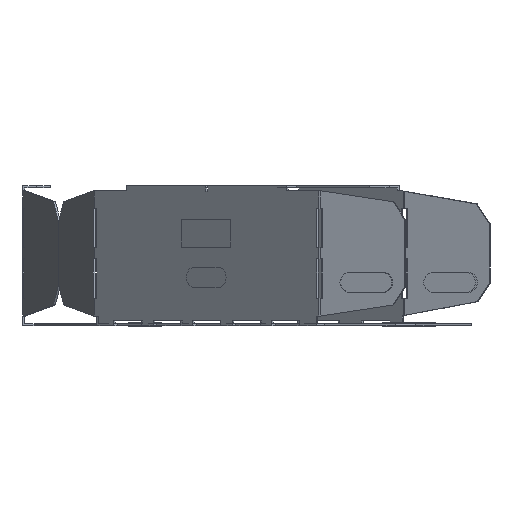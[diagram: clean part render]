
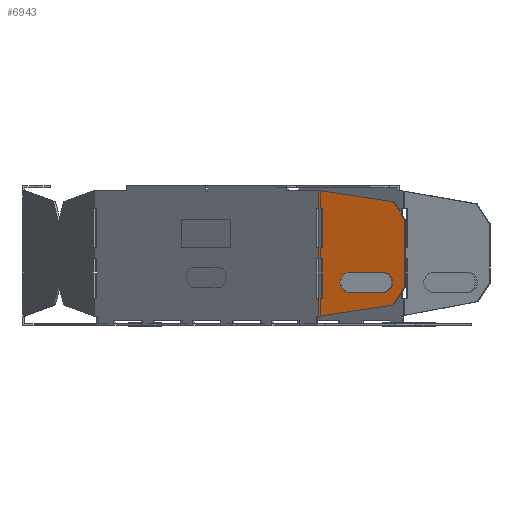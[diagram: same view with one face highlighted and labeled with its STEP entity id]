
A CAD part, left-side view. The second image highlights one B-rep face of the part: STEP entity #6943.
In plain terms, the highlighted planar face has unit normal (-0.924, 0.383, 0).
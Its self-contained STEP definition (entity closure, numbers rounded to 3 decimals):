
#173=FACE_OUTER_BOUND('',#460,.T.);
#460=EDGE_LOOP('',(#5714,#5715,#5716,#5717,#5718,#5719,#5720,#5721,#5722,
#5723,#5724,#5725,#5726,#5727,#5728,#5729));
#1396=LINE('',#10679,#2419);
#1400=LINE('',#10687,#2423);
#1431=LINE('',#10743,#2454);
#1435=LINE('',#10752,#2458);
#1457=LINE('',#10793,#2480);
#1458=LINE('',#10795,#2481);
#1459=LINE('',#10797,#2482);
#1460=LINE('',#10798,#2483);
#1461=LINE('',#10800,#2484);
#1462=LINE('',#10802,#2485);
#1463=LINE('',#10803,#2486);
#1464=LINE('',#10805,#2487);
#1465=LINE('',#10807,#2488);
#1466=LINE('',#10808,#2489);
#1467=LINE('',#10809,#2490);
#1468=LINE('',#10810,#2491);
#2419=VECTOR('',#8547,1.);
#2423=VECTOR('',#8551,1.);
#2454=VECTOR('',#8582,1.);
#2458=VECTOR('',#8588,1.);
#2480=VECTOR('',#8624,1.);
#2481=VECTOR('',#8625,1.);
#2482=VECTOR('',#8626,1.);
#2483=VECTOR('',#8627,1.);
#2484=VECTOR('',#8628,1.);
#2485=VECTOR('',#8629,1.);
#2486=VECTOR('',#8630,1.);
#2487=VECTOR('',#8631,1.);
#2488=VECTOR('',#8632,1.);
#2489=VECTOR('',#8633,1.);
#2490=VECTOR('',#8634,1.);
#2491=VECTOR('',#8635,1.);
#3318=VERTEX_POINT('',#10676);
#3319=VERTEX_POINT('',#10678);
#3322=VERTEX_POINT('',#10684);
#3323=VERTEX_POINT('',#10686);
#3347=VERTEX_POINT('',#10740);
#3348=VERTEX_POINT('',#10742);
#3351=VERTEX_POINT('',#10749);
#3352=VERTEX_POINT('',#10751);
#3363=VERTEX_POINT('',#10791);
#3364=VERTEX_POINT('',#10792);
#3365=VERTEX_POINT('',#10794);
#3366=VERTEX_POINT('',#10796);
#3367=VERTEX_POINT('',#10799);
#3368=VERTEX_POINT('',#10801);
#3369=VERTEX_POINT('',#10804);
#3370=VERTEX_POINT('',#10806);
#4228=EDGE_CURVE('',#3318,#3319,#1396,.T.);
#4232=EDGE_CURVE('',#3322,#3323,#1400,.T.);
#4263=EDGE_CURVE('',#3347,#3348,#1431,.T.);
#4267=EDGE_CURVE('',#3351,#3352,#1435,.T.);
#4289=EDGE_CURVE('',#3363,#3364,#1457,.T.);
#4290=EDGE_CURVE('',#3365,#3363,#1458,.T.);
#4291=EDGE_CURVE('',#3366,#3365,#1459,.T.);
#4292=EDGE_CURVE('',#3323,#3366,#1460,.T.);
#4293=EDGE_CURVE('',#3367,#3322,#1461,.T.);
#4294=EDGE_CURVE('',#3367,#3368,#1462,.T.);
#4295=EDGE_CURVE('',#3368,#3319,#1463,.T.);
#4296=EDGE_CURVE('',#3318,#3369,#1464,.T.);
#4297=EDGE_CURVE('',#3369,#3370,#1465,.T.);
#4298=EDGE_CURVE('',#3370,#3348,#1466,.T.);
#4299=EDGE_CURVE('',#3352,#3347,#1467,.T.);
#4300=EDGE_CURVE('',#3364,#3351,#1468,.T.);
#5714=ORIENTED_EDGE('',*,*,#4289,.F.);
#5715=ORIENTED_EDGE('',*,*,#4290,.F.);
#5716=ORIENTED_EDGE('',*,*,#4291,.F.);
#5717=ORIENTED_EDGE('',*,*,#4292,.F.);
#5718=ORIENTED_EDGE('',*,*,#4232,.F.);
#5719=ORIENTED_EDGE('',*,*,#4293,.F.);
#5720=ORIENTED_EDGE('',*,*,#4294,.T.);
#5721=ORIENTED_EDGE('',*,*,#4295,.T.);
#5722=ORIENTED_EDGE('',*,*,#4228,.F.);
#5723=ORIENTED_EDGE('',*,*,#4296,.T.);
#5724=ORIENTED_EDGE('',*,*,#4297,.T.);
#5725=ORIENTED_EDGE('',*,*,#4298,.T.);
#5726=ORIENTED_EDGE('',*,*,#4263,.F.);
#5727=ORIENTED_EDGE('',*,*,#4299,.F.);
#5728=ORIENTED_EDGE('',*,*,#4267,.F.);
#5729=ORIENTED_EDGE('',*,*,#4300,.F.);
#6656=PLANE('',#7327);
#6943=ADVANCED_FACE('',(#173),#6656,.T.);
#7327=AXIS2_PLACEMENT_3D('',#10790,#8622,#8623);
#8547=DIRECTION('',(0.,0.,1.));
#8551=DIRECTION('',(0.,0.,1.));
#8582=DIRECTION('',(0.,0.,1.));
#8588=DIRECTION('',(0.379,0.915,-0.139));
#8622=DIRECTION('center_axis',(-0.924,0.383,0.));
#8623=DIRECTION('ref_axis',(0.,0.,
-1.));
#8624=DIRECTION('',(0.,0.,-1.));
#8625=DIRECTION('',(-0.219,-0.53,-0.819));
#8626=DIRECTION('',(-0.379,-0.915,-0.139));
#8627=DIRECTION('',(-0.383,-0.924,0.));
#8628=DIRECTION('',(0.383,0.924,0.));
#8629=DIRECTION('',(0.,0.,-1.));
#8630=DIRECTION('',(0.383,0.924,0.));
#8631=DIRECTION('',(-0.383,-0.924,0.));
#8632=DIRECTION('',(0.,0.,-1.));
#8633=DIRECTION('',(0.383,0.924,0.));
#8634=DIRECTION('',(0.383,0.924,0.));
#8635=DIRECTION('',(0.219,0.53,-0.819));
#10676=CARTESIAN_POINT('',(19.041,74.239,23.895));
#10678=CARTESIAN_POINT('',(19.041,74.239,27.895));
#10679=CARTESIAN_POINT('',(19.041,74.239,-17.995));
#10684=CARTESIAN_POINT('',(19.041,74.239,41.895));
#10686=CARTESIAN_POINT('',(19.041,74.239,48.295));
#10687=CARTESIAN_POINT('',(19.041,74.239,-17.995));
#10740=CARTESIAN_POINT('',(19.041,74.239,3.495));
#10742=CARTESIAN_POINT('',(19.041,74.239,9.895));
#10743=CARTESIAN_POINT('',(19.041,74.239,-17.995));
#10749=CARTESIAN_POINT('',(8.051,47.707,7.467));
#10751=CARTESIAN_POINT('',(18.866,73.817,3.495));
#10752=CARTESIAN_POINT('',(13.459,60.762,5.481));
#10790=CARTESIAN_POINT('Origin',(40.679,126.478,-17.995));
#10791=CARTESIAN_POINT('',(6.295,43.468,37.77));
#10792=CARTESIAN_POINT('',(6.295,43.468,14.02));
#10793=CARTESIAN_POINT('',(6.295,43.468,25.895));
#10794=CARTESIAN_POINT('',(8.051,47.707,44.323));
#10795=CARTESIAN_POINT('',(7.173,45.587,41.047));
#10796=CARTESIAN_POINT('',(18.866,73.817,48.295));
#10797=CARTESIAN_POINT('',(13.459,60.762,46.309));
#10798=CARTESIAN_POINT('',(18.885,73.863,48.295));
#10799=CARTESIAN_POINT('',(18.617,73.217,41.895));
#10800=CARTESIAN_POINT('',(29.82,100.263,41.895));
#10801=CARTESIAN_POINT('',(18.617,73.217,27.895));
#10802=CARTESIAN_POINT('',(18.617,73.217,34.895));
#10803=CARTESIAN_POINT('',(18.761,73.563,27.895));
#10804=CARTESIAN_POINT('',(18.617,73.217,23.895));
#10805=CARTESIAN_POINT('',(18.761,73.563,23.895));
#10806=CARTESIAN_POINT('',(18.617,73.217,9.895));
#10807=CARTESIAN_POINT('',(18.617,73.217,16.895));
#10808=CARTESIAN_POINT('',(18.761,73.563,9.895));
#10809=CARTESIAN_POINT('',(18.885,73.863,3.495));
#10810=CARTESIAN_POINT('',(7.173,45.587,10.744));
